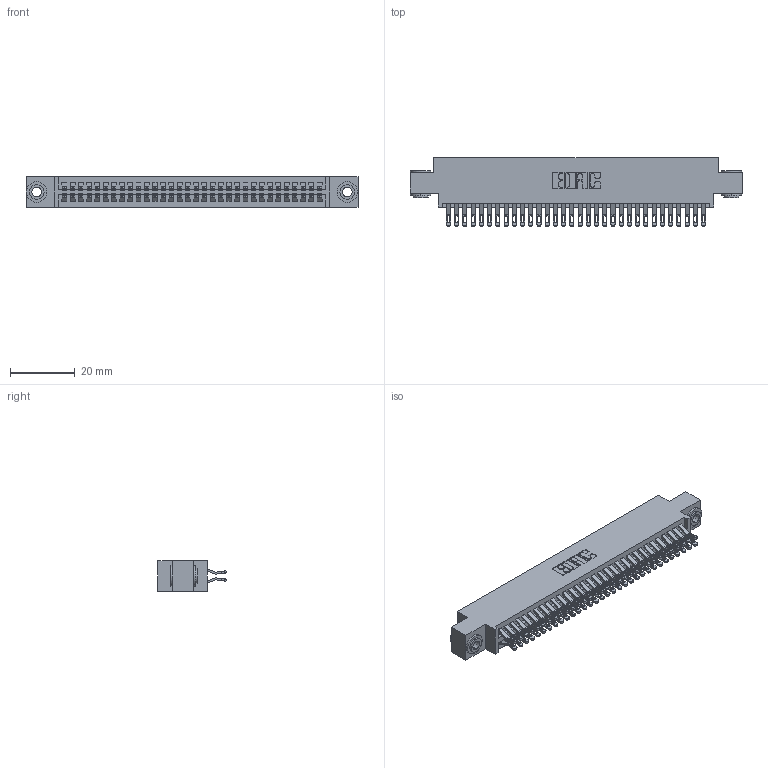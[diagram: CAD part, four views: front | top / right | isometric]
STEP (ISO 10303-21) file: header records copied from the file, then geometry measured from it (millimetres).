
FILE_DESCRIPTION (( 'STEP AP203' ), '1' );
FILE_NAME ('395-064-555-803.STEP', '2019-10-23T19:12:29', ( '' ), ( '' ), 'SwSTEP 2.0', 'SolidWorks 2016', '' );
FILE_SCHEMA (( 'CONFIG_CONTROL_DESIGN' ));
Length unit declared in the file: inch
Products named in the file (4): 395-064-555-803; 345 Part_0.170 Offset - 0.156 Dia-TH; 345-292-001_555 Tail; 345-250-002_345-250-002-102
Assembly tree (67 placements, depth 2):
  395-064-555-803
    345 Part_0.170 Offset - 0.156 Dia-TH
    345-292-001_555 Tail  x64
    345-250-002_345-250-002-102  x2
Bounding box: 102.49 x 21.13 x 9.4 mm (x, y, z)
Volume: 9954.7 mm3; surface area: 15515.1 mm2
Topology: 67 solids, 67 shells, 3752 faces, 11757 edges, 7834 vertices
Faces by surface type: plane 2078, cylinder 1666, cone 8
Entity records: 27562 total; most frequent: CARTESIAN_POINT 4641, ORIENTED_EDGE 4538, DIRECTION 4103, EDGE_CURVE 2269, LINE 1965, VECTOR 1965, VERTEX_POINT 1510, AXIS2_PLACEMENT_3D 1069
